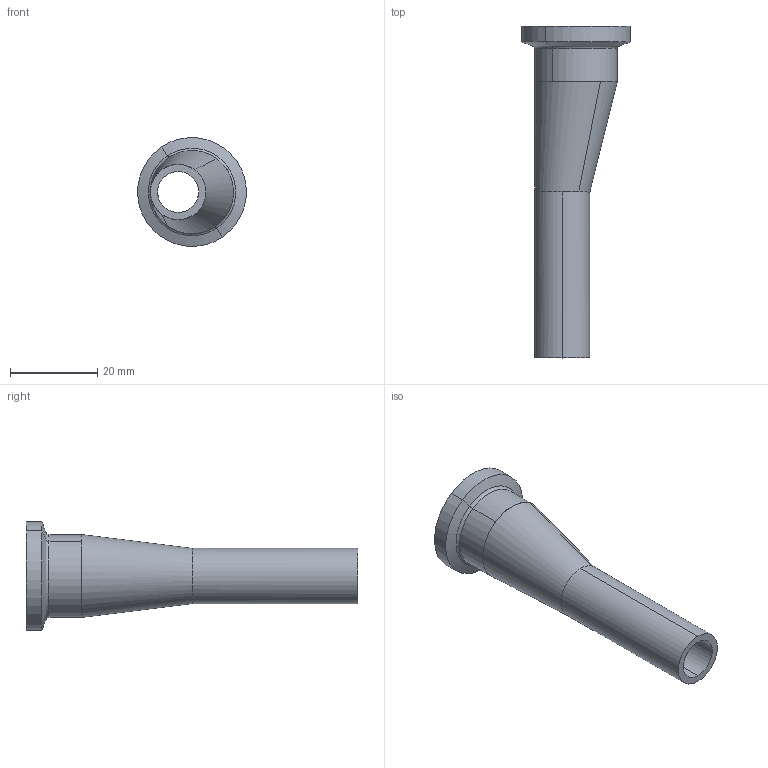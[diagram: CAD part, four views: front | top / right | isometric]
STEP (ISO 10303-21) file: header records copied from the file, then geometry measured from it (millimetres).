
FILE_DESCRIPTION (( 'STEP AP214' ), '1' );
FILE_NAME ('DT26E 19.05x12.7 B.STEP', '2014-03-18T09:23:26', ( '' ), ( '' ), 'SwSTEP 2.0', 'SolidWorks 2013', '' );
FILE_SCHEMA (( 'AUTOMOTIVE_DESIGN' ));
Length unit declared in the file: inch
Products named in the file (3): DT26E 19.05x12.7; DT26E 19.05x12.7 B; 26E 19.05
Assembly tree (2 placements, depth 2):
  DT26E 19.05x12.7 B
    DT26E 19.05x12.7
    26E 19.05
Bounding box: 24.93 x 76.2 x 24.93 mm (x, y, z)
Volume: 5775.5 mm3; surface area: 7179.8 mm2
Topology: 2 solids, 2 shells, 35 faces, 74 edges, 44 vertices
Faces by surface type: cylinder 12, torus 10, plane 5, bspline 4, cone 4
Entity records: 1622 total; most frequent: CARTESIAN_POINT 726, DIRECTION 188, ORIENTED_EDGE 148, AXIS2_PLACEMENT_3D 86, EDGE_CURVE 74, CIRCLE 50, VERTEX_POINT 44, EDGE_LOOP 40
